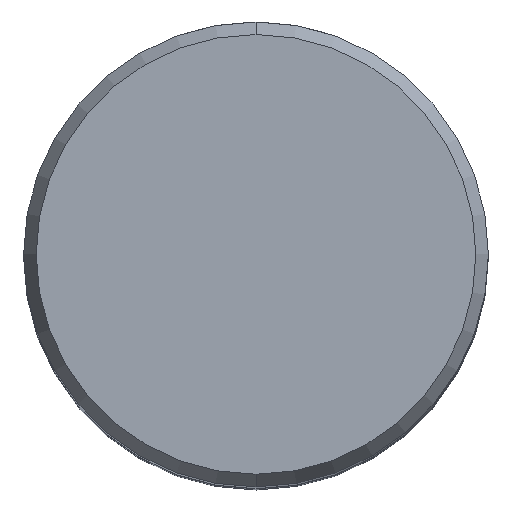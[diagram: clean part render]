
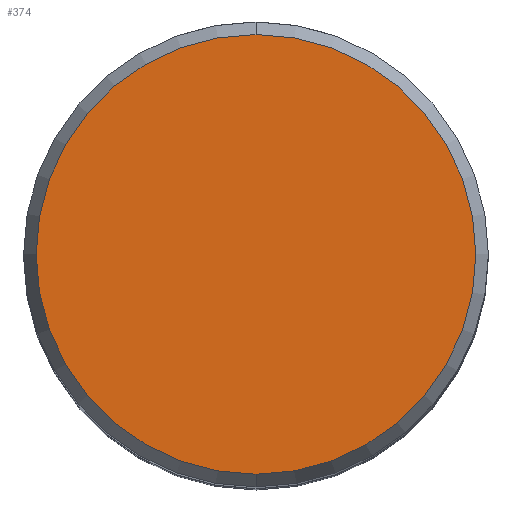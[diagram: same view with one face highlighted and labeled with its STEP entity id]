
A CAD part, top view. The second image highlights one B-rep face of the part: STEP entity #374.
In plain terms, the highlighted planar face has unit normal (0, 0, 1).
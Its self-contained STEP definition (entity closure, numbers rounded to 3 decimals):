
#206=EDGE_CURVE('',#416,#350,#535,.T.);
#220=EDGE_CURVE('',#350,#416,#550,.T.);
#350=VERTEX_POINT('',#696);
#374=ADVANCED_FACE('',(#722),#723,.T.);
#416=VERTEX_POINT('',#771);
#535=CIRCLE('',#898,12.012);
#550=CIRCLE('',#915,12.012);
#696=CARTESIAN_POINT('',(0.,-12.012,0.));
#722=FACE_OUTER_BOUND('',#1361,.T.);
#723=PLANE('',#1362);
#771=CARTESIAN_POINT('',(0.0,12.012,0.));
#898=AXIS2_PLACEMENT_3D('',#1706,#1707,#1708);
#915=AXIS2_PLACEMENT_3D('',#1728,#1729,#1730);
#1361=EDGE_LOOP('',(#1933,#1934));
#1362=AXIS2_PLACEMENT_3D('',#1935,#1936,#1937);
#1706=CARTESIAN_POINT('',(0.0,0.0,0.));
#1707=DIRECTION('',(0.0,0.0,-1.0));
#1708=DIRECTION('',(0.0,1.0,0.0));
#1728=CARTESIAN_POINT('',(0.0,0.0,0.));
#1729=DIRECTION('',(0.0,0.0,-1.0));
#1730=DIRECTION('',(0.0,1.0,0.0));
#1933=ORIENTED_EDGE('',*,*,#206,.F.);
#1934=ORIENTED_EDGE('',*,*,#220,.F.);
#1935=CARTESIAN_POINT('',(0.0,6.006,0.));
#1936=DIRECTION('',(-0.0,0.0,1.0));
#1937=DIRECTION('',(0.0,-1.0,0.0));
